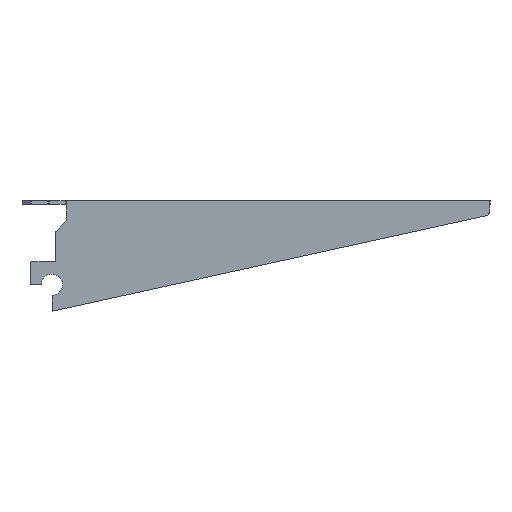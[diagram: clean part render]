
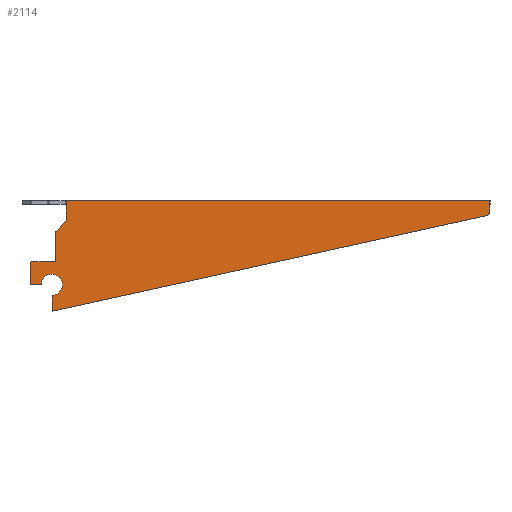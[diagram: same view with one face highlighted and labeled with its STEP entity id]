
A CAD part, front view. The second image highlights one B-rep face of the part: STEP entity #2114.
In plain terms, the highlighted planar face has unit normal (0, -1, 0).
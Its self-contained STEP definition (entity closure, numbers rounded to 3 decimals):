
#83=FACE_OUTER_BOUND('',#205,.T.);
#205=EDGE_LOOP('',(#1510,#1511,#1512,#1513,#1514,#1515,#1516,#1517,#1518,
#1519,#1520,#1521,#1522,#1523,#1524,#1525,#1526,#1527,#1528,#1529,#1530));
#378=CIRCLE('',#2316,1.);
#379=CIRCLE('',#2317,1.);
#380=CIRCLE('',#2318,0.5);
#381=CIRCLE('',#2319,0.5);
#382=CIRCLE('',#2320,0.5);
#383=CIRCLE('',#2321,1.);
#384=CIRCLE('',#2322,6.);
#385=CIRCLE('',#2323,1.);
#386=CIRCLE('',#2324,3.);
#406=LINE('',#3080,#620);
#493=LINE('',#3389,#707);
#494=LINE('',#3393,#708);
#495=LINE('',#3397,#709);
#496=LINE('',#3401,#710);
#497=LINE('',#3405,#711);
#498=LINE('',#3413,#712);
#499=LINE('',#3415,#713);
#500=LINE('',#3419,#714);
#501=LINE('',#3420,#715);
#502=LINE('',#3422,#716);
#503=LINE('',#3423,#717);
#620=VECTOR('',#2462,10.);
#707=VECTOR('',#2693,10.);
#708=VECTOR('',#2696,10.);
#709=VECTOR('',#2699,10.);
#710=VECTOR('',#2702,10.);
#711=VECTOR('',#2705,10.);
#712=VECTOR('',#2712,10.);
#713=VECTOR('',#2713,10.);
#714=VECTOR('',#2716,10.);
#715=VECTOR('',#2717,10.);
#716=VECTOR('',#2718,10.);
#717=VECTOR('',#2719,10.);
#842=VERTEX_POINT('',#3077);
#843=VERTEX_POINT('',#3079);
#991=VERTEX_POINT('',#3385);
#992=VERTEX_POINT('',#3386);
#993=VERTEX_POINT('',#3388);
#994=VERTEX_POINT('',#3390);
#995=VERTEX_POINT('',#3392);
#996=VERTEX_POINT('',#3394);
#997=VERTEX_POINT('',#3396);
#998=VERTEX_POINT('',#3398);
#999=VERTEX_POINT('',#3400);
#1000=VERTEX_POINT('',#3402);
#1001=VERTEX_POINT('',#3404);
#1002=VERTEX_POINT('',#3406);
#1003=VERTEX_POINT('',#3408);
#1004=VERTEX_POINT('',#3410);
#1005=VERTEX_POINT('',#3412);
#1006=VERTEX_POINT('',#3414);
#1007=VERTEX_POINT('',#3416);
#1008=VERTEX_POINT('',#3418);
#1009=VERTEX_POINT('',#3421);
#1046=EDGE_CURVE('',#842,#843,#406,.T.);
#1199=EDGE_CURVE('',#991,#992,#378,.T.);
#1200=EDGE_CURVE('',#993,#991,#493,.T.);
#1201=EDGE_CURVE('',#994,#993,#379,.T.);
#1202=EDGE_CURVE('',#995,#994,#494,.T.);
#1203=EDGE_CURVE('',#996,#995,#380,.T.);
#1204=EDGE_CURVE('',#997,#996,#495,.T.);
#1205=EDGE_CURVE('',#998,#997,#381,.T.);
#1206=EDGE_CURVE('',#999,#998,#496,.T.);
#1207=EDGE_CURVE('',#1000,#999,#382,.T.);
#1208=EDGE_CURVE('',#1001,#1000,#497,.T.);
#1209=EDGE_CURVE('',#1002,#1001,#383,.T.);
#1210=EDGE_CURVE('',#1003,#1002,#384,.T.);
#1211=EDGE_CURVE('',#1004,#1003,#385,.T.);
#1212=EDGE_CURVE('',#1005,#1004,#498,.T.);
#1213=EDGE_CURVE('',#1006,#1005,#499,.T.);
#1214=EDGE_CURVE('',#1007,#1006,#386,.T.);
#1215=EDGE_CURVE('',#1008,#1007,#500,.T.);
#1216=EDGE_CURVE('',#843,#1008,#501,.T.);
#1217=EDGE_CURVE('',#1009,#842,#502,.T.);
#1218=EDGE_CURVE('',#992,#1009,#503,.T.);
#1510=ORIENTED_EDGE('',*,*,#1199,.F.);
#1511=ORIENTED_EDGE('',*,*,#1200,.F.);
#1512=ORIENTED_EDGE('',*,*,#1201,.F.);
#1513=ORIENTED_EDGE('',*,*,#1202,.F.);
#1514=ORIENTED_EDGE('',*,*,#1203,.F.);
#1515=ORIENTED_EDGE('',*,*,#1204,.F.);
#1516=ORIENTED_EDGE('',*,*,#1205,.F.);
#1517=ORIENTED_EDGE('',*,*,#1206,.F.);
#1518=ORIENTED_EDGE('',*,*,#1207,.F.);
#1519=ORIENTED_EDGE('',*,*,#1208,.F.);
#1520=ORIENTED_EDGE('',*,*,#1209,.F.);
#1521=ORIENTED_EDGE('',*,*,#1210,.F.);
#1522=ORIENTED_EDGE('',*,*,#1211,.F.);
#1523=ORIENTED_EDGE('',*,*,#1212,.F.);
#1524=ORIENTED_EDGE('',*,*,#1213,.F.);
#1525=ORIENTED_EDGE('',*,*,#1214,.F.);
#1526=ORIENTED_EDGE('',*,*,#1215,.F.);
#1527=ORIENTED_EDGE('',*,*,#1216,.F.);
#1528=ORIENTED_EDGE('',*,*,#1046,.F.);
#1529=ORIENTED_EDGE('',*,*,#1217,.F.);
#1530=ORIENTED_EDGE('',*,*,#1218,.F.);
#1951=PLANE('',#2315);
#2114=ADVANCED_FACE('',(#83),#1951,.T.);
#2315=AXIS2_PLACEMENT_3D('',#3384,#2689,#2690);
#2316=AXIS2_PLACEMENT_3D('',#3387,#2691,#2692);
#2317=AXIS2_PLACEMENT_3D('',#3391,#2694,#2695);
#2318=AXIS2_PLACEMENT_3D('',#3395,#2697,#2698);
#2319=AXIS2_PLACEMENT_3D('',#3399,#2700,#2701);
#2320=AXIS2_PLACEMENT_3D('',#3403,#2703,#2704);
#2321=AXIS2_PLACEMENT_3D('',#3407,#2706,#2707);
#2322=AXIS2_PLACEMENT_3D('',#3409,#2708,#2709);
#2323=AXIS2_PLACEMENT_3D('',#3411,#2710,#2711);
#2324=AXIS2_PLACEMENT_3D('',#3417,#2714,#2715);
#2462=DIRECTION('',(1.,0.,0.));
#2689=DIRECTION('center_axis',(0.,-1.,0.));
#2690=DIRECTION('ref_axis',(1.,0.,0.));
#2691=DIRECTION('center_axis',(0.,-1.,0.));
#2692=DIRECTION('ref_axis',(0.707,0.,-0.707));
#2693=DIRECTION('',(0.707,0.,0.707));
#2694=DIRECTION('center_axis',(0.,1.,0.));
#2695=DIRECTION('ref_axis',(0.707,0.,-0.707));
#2696=DIRECTION('',(0.,0.,1.));
#2697=DIRECTION('center_axis',(0.,-1.,0.));
#2698=DIRECTION('ref_axis',(0.,0.,-1.));
#2699=DIRECTION('',(1.,0.,0.));
#2700=DIRECTION('center_axis',(0.,1.,0.));
#2701=DIRECTION('ref_axis',(0.,0.,-1.));
#2702=DIRECTION('',(0.,0.,1.));
#2703=DIRECTION('center_axis',(0.,1.,0.));
#2704=DIRECTION('ref_axis',(1.,0.,0.));
#2705=DIRECTION('',(-1.,0.,0.));
#2706=DIRECTION('center_axis',(0.,1.,0.));
#2707=DIRECTION('ref_axis',(0.,0.,1.));
#2708=DIRECTION('center_axis',(0.,-1.,0.));
#2709=DIRECTION('ref_axis',(0.143,0.,-0.99));
#2710=DIRECTION('center_axis',(0.,1.,0.));
#2711=DIRECTION('ref_axis',(0.143,0.,-0.99));
#2712=DIRECTION('',(0.,0.,1.));
#2713=DIRECTION('',(-0.977,0.,-0.215));
#2714=DIRECTION('center_axis',(0.,1.,0.));
#2715=DIRECTION('ref_axis',(0.779,0.,-0.627));
#2716=DIRECTION('',(0.,0.,-1.));
#2717=DIRECTION('',(0.,0.,-1.));
#2718=DIRECTION('',(0.,0.,1.));
#2719=DIRECTION('',(0.,0.,1.));
#3077=CARTESIAN_POINT('',(25.,-17.978,2.));
#3079=CARTESIAN_POINT('',(265.,-17.978,2.));
#3080=CARTESIAN_POINT('',(100.49,-17.978,2.));
#3384=CARTESIAN_POINT('Origin',(100.49,-17.978,16.502));
#3385=CARTESIAN_POINT('',(24.707,-17.978,-9.791));
#3386=CARTESIAN_POINT('',(25.,-17.978,-9.084));
#3387=CARTESIAN_POINT('Origin',(24.,-17.978,-9.084));
#3388=CARTESIAN_POINT('',(19.293,-17.978,-15.205));
#3389=CARTESIAN_POINT('',(19.293,-17.978,-15.205));
#3390=CARTESIAN_POINT('',(19.,-17.978,-15.912));
#3391=CARTESIAN_POINT('Origin',(20.,-17.978,-15.912));
#3392=CARTESIAN_POINT('',(19.,-17.978,-31.998));
#3393=CARTESIAN_POINT('',(19.,-17.978,-31.998));
#3394=CARTESIAN_POINT('',(18.5,-17.978,-32.498));
#3395=CARTESIAN_POINT('Origin',(18.5,-17.978,-31.998));
#3396=CARTESIAN_POINT('',(5.5,-17.978,-32.498));
#3397=CARTESIAN_POINT('',(5.5,-17.978,-32.498));
#3398=CARTESIAN_POINT('',(5.,-17.978,-32.998));
#3399=CARTESIAN_POINT('Origin',(5.5,-17.978,-32.998));
#3400=CARTESIAN_POINT('',(5.,-17.978,-44.998));
#3401=CARTESIAN_POINT('',(5.,-17.978,-44.998));
#3402=CARTESIAN_POINT('',(5.5,-17.978,-45.498));
#3403=CARTESIAN_POINT('Origin',(5.5,-17.978,-44.998));
#3404=CARTESIAN_POINT('',(10.072,-17.978,-45.498));
#3405=CARTESIAN_POINT('',(10.072,-17.978,-45.498));
#3406=CARTESIAN_POINT('',(11.062,-17.978,-44.641));
#3407=CARTESIAN_POINT('Origin',(10.072,-17.978,-44.498));
#3408=CARTESIAN_POINT('',(17.857,-17.978,-51.437));
#3409=CARTESIAN_POINT('Origin',(17.,-17.978,-45.498));
#3410=CARTESIAN_POINT('',(17.,-17.978,-52.426));
#3411=CARTESIAN_POINT('Origin',(18.,-17.978,-52.426));
#3412=CARTESIAN_POINT('',(17.,-17.978,-60.498));
#3413=CARTESIAN_POINT('',(17.,-17.978,-60.498));
#3414=CARTESIAN_POINT('',(262.644,-17.978,-6.516));
#3415=CARTESIAN_POINT('',(265.,-17.978,-5.998));
#3416=CARTESIAN_POINT('',(265.,-17.978,-3.586));
#3417=CARTESIAN_POINT('Origin',(262.,-17.978,-3.586));
#3418=CARTESIAN_POINT('',(265.,-17.978,-2.));
#3419=CARTESIAN_POINT('',(265.,-17.978,16.502));
#3420=CARTESIAN_POINT('',(265.,-17.978,11.001));
#3421=CARTESIAN_POINT('',(25.,-17.978,-2.));
#3422=CARTESIAN_POINT('',(25.,-17.978,7.251));
#3423=CARTESIAN_POINT('',(25.,-17.978,-9.084));
